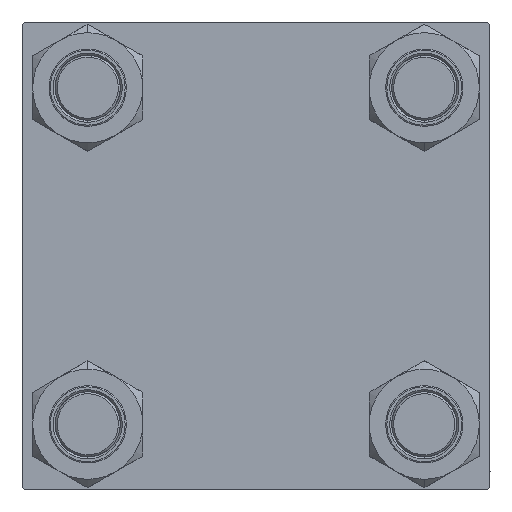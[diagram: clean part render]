
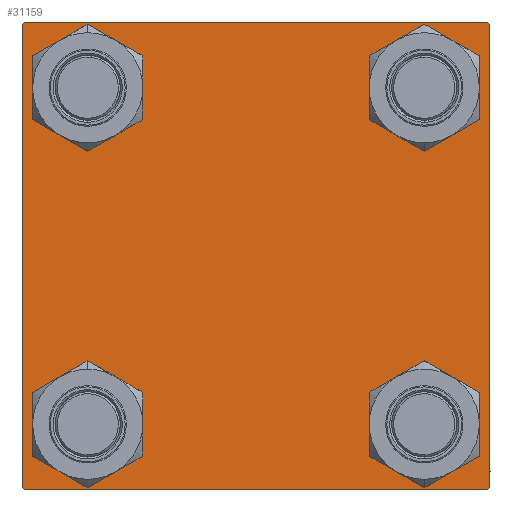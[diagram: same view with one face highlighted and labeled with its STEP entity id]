
A CAD part, left-side view. The second image highlights one B-rep face of the part: STEP entity #31159.
In plain terms, the highlighted planar face has unit normal (-1, 0, 0).
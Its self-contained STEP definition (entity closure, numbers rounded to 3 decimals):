
#222 = VECTOR ( 'NONE', #46443, 1000. ) ;
#389 = CIRCLE ( 'NONE', #2057, 8.5 ) ;
#425 = CARTESIAN_POINT ( 'NONE',  ( 0., 41.35, 41.35 ) ) ;
#582 = ORIENTED_EDGE ( 'NONE', *, *, #22002, .T. ) ;
#638 = EDGE_LOOP ( 'NONE', ( #29279, #1493, #582, #5206, #44796, #25672, #39495, #26988 ) ) ;
#700 = VERTEX_POINT ( 'NONE', #40253 ) ;
#1003 = CARTESIAN_POINT ( 'NONE',  ( 0., -41.35, 41.35 ) ) ;
#1021 = CARTESIAN_POINT ( 'NONE',  ( 0., -41.35, 41.35 ) ) ;
#1309 = ORIENTED_EDGE ( 'NONE', *, *, #30798, .T. ) ;
#1493 = ORIENTED_EDGE ( 'NONE', *, *, #37882, .T. ) ;
#2057 = AXIS2_PLACEMENT_3D ( 'NONE', #35670, #16131, #31825 ) ;
#2114 = DIRECTION ( 'NONE',  ( 0., 0., -1. ) ) ;
#2250 = ORIENTED_EDGE ( 'NONE', *, *, #6837, .T. ) ;
#3280 = CARTESIAN_POINT ( 'NONE',  ( 0., 57.5, -57.5 ) ) ;
#4247 = VERTEX_POINT ( 'NONE', #16530 ) ;
#4475 = VERTEX_POINT ( 'NONE', #43729 ) ;
#4537 = AXIS2_PLACEMENT_3D ( 'NONE', #42484, #6512, #49173 ) ;
#5206 = ORIENTED_EDGE ( 'NONE', *, *, #25858, .T. ) ;
#5239 = EDGE_CURVE ( 'NONE', #700, #4247, #9581, .T. ) ;
#5370 = CIRCLE ( 'NONE', #16845, 8.5 ) ;
#5552 = VERTEX_POINT ( 'NONE', #33165 ) ;
#6512 = DIRECTION ( 'NONE',  ( -1., 0., 0. ) ) ;
#6616 = DIRECTION ( 'NONE',  ( 0., -1., 0. ) ) ;
#6837 = EDGE_CURVE ( 'NONE', #43337, #4475, #47539, .T. ) ;
#7498 = EDGE_CURVE ( 'NONE', #42897, #48806, #15531, .T. ) ;
#7635 = DIRECTION ( 'NONE',  ( 0., 0., -1. ) ) ;
#7902 = AXIS2_PLACEMENT_3D ( 'NONE', #40798, #12562, #32847 ) ;
#8967 = VERTEX_POINT ( 'NONE', #13152 ) ;
#9581 = LINE ( 'NONE', #37328, #26139 ) ;
#9806 = CIRCLE ( 'NONE', #31985, 8.5 ) ;
#9960 = LINE ( 'NONE', #25649, #31961 ) ;
#10429 = DIRECTION ( 'NONE',  ( 1., 0., 0. ) ) ;
#10723 = LINE ( 'NONE', #3280, #222 ) ;
#11155 = VERTEX_POINT ( 'NONE', #23802 ) ;
#11388 = AXIS2_PLACEMENT_3D ( 'NONE', #15789, #27369, #31726 ) ;
#11791 = EDGE_CURVE ( 'NONE', #4475, #43337, #9806, .T. ) ;
#12443 = VERTEX_POINT ( 'NONE', #28008 ) ;
#12562 = DIRECTION ( 'NONE',  ( 1., 0., 0. ) ) ;
#13152 = CARTESIAN_POINT ( 'NONE',  ( 0., 41.35, -32.85 ) ) ;
#13311 = ORIENTED_EDGE ( 'NONE', *, *, #38594, .T. ) ;
#13333 = AXIS2_PLACEMENT_3D ( 'NONE', #1021, #39309, #31620 ) ;
#13677 = CARTESIAN_POINT ( 'NONE',  ( 0., 41.35, 32.85 ) ) ;
#13698 = VERTEX_POINT ( 'NONE', #41072 ) ;
#14355 = CARTESIAN_POINT ( 'NONE',  ( 0., -57.25, 57.25 ) ) ;
#14994 = PLANE ( 'NONE',  #4537 ) ;
#15531 = CIRCLE ( 'NONE', #50010, 8.5 ) ;
#15789 = CARTESIAN_POINT ( 'NONE',  ( 0., -41.35, -41.35 ) ) ;
#16131 = DIRECTION ( 'NONE',  ( 1., 0., 0. ) ) ;
#16344 = DIRECTION ( 'NONE',  ( 0., 0., 1. ) ) ;
#16530 = CARTESIAN_POINT ( 'NONE',  ( 0., 57.5, -57. ) ) ;
#16845 = AXIS2_PLACEMENT_3D ( 'NONE', #38440, #10429, #46659 ) ;
#17352 = ORIENTED_EDGE ( 'NONE', *, *, #32595, .T. ) ;
#17950 = LINE ( 'NONE', #14355, #18119 ) ;
#18085 = CARTESIAN_POINT ( 'NONE',  ( 0., 57.25, -57.25 ) ) ;
#18119 = VECTOR ( 'NONE', #30030, 1000. ) ;
#18995 = EDGE_LOOP ( 'NONE', ( #17352, #13311 ) ) ;
#19339 = CARTESIAN_POINT ( 'NONE',  ( 0., -41.35, -49.85 ) ) ;
#20298 = CARTESIAN_POINT ( 'NONE',  ( 0., -41.35, 49.85 ) ) ;
#20590 = CARTESIAN_POINT ( 'NONE',  ( 0., -41.35, -41.35 ) ) ;
#21141 = CARTESIAN_POINT ( 'NONE',  ( 0., -57.5, -57. ) ) ;
#22002 = EDGE_CURVE ( 'NONE', #38872, #38866, #10723, .T. ) ;
#22453 = FACE_BOUND ( 'NONE', #26928, .T. ) ;
#22703 = FACE_OUTER_BOUND ( 'NONE', #638, .T. ) ;
#22864 = DIRECTION ( 'NONE',  ( 0., 0.707, -0.707 ) ) ;
#22980 = CARTESIAN_POINT ( 'NONE',  ( 0., -57., -57.5 ) ) ;
#23240 = CARTESIAN_POINT ( 'NONE',  ( 0., 57., -57.5 ) ) ;
#23559 = EDGE_LOOP ( 'NONE', ( #46679, #1309 ) ) ;
#23611 = EDGE_CURVE ( 'NONE', #5552, #700, #42129, .T. ) ;
#23802 = CARTESIAN_POINT ( 'NONE',  ( 0., -57., 57.5 ) ) ;
#23834 = CARTESIAN_POINT ( 'NONE',  ( 0., -57.5, 57.5 ) ) ;
#24036 = VECTOR ( 'NONE', #32076, 1000. ) ;
#24367 = LINE ( 'NONE', #32327, #24036 ) ;
#24844 = EDGE_CURVE ( 'NONE', #48806, #42897, #28936, .T. ) ;
#25649 = CARTESIAN_POINT ( 'NONE',  ( 0., 57.5, 57.5 ) ) ;
#25672 = ORIENTED_EDGE ( 'NONE', *, *, #50692, .T. ) ;
#25858 = EDGE_CURVE ( 'NONE', #38866, #41894, #24367, .T. ) ;
#26051 = FACE_BOUND ( 'NONE', #23559, .T. ) ;
#26139 = VECTOR ( 'NONE', #2114, 1000. ) ;
#26570 = FACE_BOUND ( 'NONE', #18995, .T. ) ;
#26928 = EDGE_LOOP ( 'NONE', ( #43994, #2250 ) ) ;
#26988 = ORIENTED_EDGE ( 'NONE', *, *, #23611, .T. ) ;
#27182 = LINE ( 'NONE', #23834, #28382 ) ;
#27369 = DIRECTION ( 'NONE',  ( 1., 0., 0. ) ) ;
#27753 = DIRECTION ( 'NONE',  ( 0., 0., 1. ) ) ;
#27866 = CARTESIAN_POINT ( 'NONE',  ( 0., 41.35, -49.85 ) ) ;
#28008 = CARTESIAN_POINT ( 'NONE',  ( 0., -57.5, 57. ) ) ;
#28009 = DIRECTION ( 'NONE',  ( 1., 0., 0. ) ) ;
#28079 = EDGE_LOOP ( 'NONE', ( #43476, #44537 ) ) ;
#28382 = VECTOR ( 'NONE', #7635, 1000. ) ;
#28936 = CIRCLE ( 'NONE', #13333, 8.5 ) ;
#29279 = ORIENTED_EDGE ( 'NONE', *, *, #5239, .T. ) ;
#30030 = DIRECTION ( 'NONE',  ( 0., 0.707, 0.707 ) ) ;
#30798 = EDGE_CURVE ( 'NONE', #33687, #8967, #389, .T. ) ;
#31159 = ADVANCED_FACE ( 'NONE', ( #38113, #22453, #26051, #26570, #22703 ), #14994, .T. ) ;
#31620 = DIRECTION ( 'NONE',  ( 0., 0., 1. ) ) ;
#31719 = AXIS2_PLACEMENT_3D ( 'NONE', #425, #36632, #16344 ) ;
#31726 = DIRECTION ( 'NONE',  ( 0., 0., 1. ) ) ;
#31825 = DIRECTION ( 'NONE',  ( 0., 0., 1. ) ) ;
#31961 = VECTOR ( 'NONE', #6616, 1000. ) ;
#31985 = AXIS2_PLACEMENT_3D ( 'NONE', #20590, #40103, #43964 ) ;
#32076 = DIRECTION ( 'NONE',  ( 0., -0.707, 0.707 ) ) ;
#32327 = CARTESIAN_POINT ( 'NONE',  ( 0., -57.25, -57.25 ) ) ;
#32595 = EDGE_CURVE ( 'NONE', #13698, #39160, #5370, .T. ) ;
#32847 = DIRECTION ( 'NONE',  ( 0., 0., 1. ) ) ;
#33165 = CARTESIAN_POINT ( 'NONE',  ( 0., 57., 57.5 ) ) ;
#33687 = VERTEX_POINT ( 'NONE', #27866 ) ;
#34838 = EDGE_CURVE ( 'NONE', #8967, #33687, #37450, .T. ) ;
#35670 = CARTESIAN_POINT ( 'NONE',  ( 0., 41.35, -41.35 ) ) ;
#36619 = VECTOR ( 'NONE', #45335, 1000. ) ;
#36632 = DIRECTION ( 'NONE',  ( 1., 0., 0. ) ) ;
#36677 = EDGE_CURVE ( 'NONE', #12443, #41894, #27182, .T. ) ;
#37135 = LINE ( 'NONE', #18085, #36619 ) ;
#37141 = CARTESIAN_POINT ( 'NONE',  ( 0., -41.35, 32.85 ) ) ;
#37328 = CARTESIAN_POINT ( 'NONE',  ( 0., 57.5, 57.5 ) ) ;
#37450 = CIRCLE ( 'NONE', #7902, 8.5 ) ;
#37882 = EDGE_CURVE ( 'NONE', #4247, #38872, #37135, .T. ) ;
#38113 = FACE_BOUND ( 'NONE', #28079, .T. ) ;
#38440 = CARTESIAN_POINT ( 'NONE',  ( 0., 41.35, 41.35 ) ) ;
#38594 = EDGE_CURVE ( 'NONE', #39160, #13698, #40722, .T. ) ;
#38866 = VERTEX_POINT ( 'NONE', #22980 ) ;
#38872 = VERTEX_POINT ( 'NONE', #23240 ) ;
#39160 = VERTEX_POINT ( 'NONE', #13677 ) ;
#39309 = DIRECTION ( 'NONE',  ( 1., 0., 0. ) ) ;
#39495 = ORIENTED_EDGE ( 'NONE', *, *, #42946, .F. ) ;
#40103 = DIRECTION ( 'NONE',  ( 1., 0., 0. ) ) ;
#40253 = CARTESIAN_POINT ( 'NONE',  ( 0., 57.5, 57. ) ) ;
#40722 = CIRCLE ( 'NONE', #31719, 8.5 ) ;
#40798 = CARTESIAN_POINT ( 'NONE',  ( 0., 41.35, -41.35 ) ) ;
#41072 = CARTESIAN_POINT ( 'NONE',  ( 0., 41.35, 49.85 ) ) ;
#41894 = VERTEX_POINT ( 'NONE', #21141 ) ;
#42129 = LINE ( 'NONE', #49580, #47757 ) ;
#42484 = CARTESIAN_POINT ( 'NONE',  ( 0., 0., 0. ) ) ;
#42897 = VERTEX_POINT ( 'NONE', #20298 ) ;
#42946 = EDGE_CURVE ( 'NONE', #5552, #11155, #9960, .T. ) ;
#43337 = VERTEX_POINT ( 'NONE', #19339 ) ;
#43476 = ORIENTED_EDGE ( 'NONE', *, *, #7498, .T. ) ;
#43729 = CARTESIAN_POINT ( 'NONE',  ( 0., -41.35, -32.85 ) ) ;
#43964 = DIRECTION ( 'NONE',  ( 0., 0., 1. ) ) ;
#43994 = ORIENTED_EDGE ( 'NONE', *, *, #11791, .T. ) ;
#44537 = ORIENTED_EDGE ( 'NONE', *, *, #24844, .T. ) ;
#44796 = ORIENTED_EDGE ( 'NONE', *, *, #36677, .F. ) ;
#45335 = DIRECTION ( 'NONE',  ( 0., -0.707, -0.707 ) ) ;
#46443 = DIRECTION ( 'NONE',  ( 0., -1., 0. ) ) ;
#46659 = DIRECTION ( 'NONE',  ( 0., 0., 1. ) ) ;
#46679 = ORIENTED_EDGE ( 'NONE', *, *, #34838, .T. ) ;
#47539 = CIRCLE ( 'NONE', #11388, 8.5 ) ;
#47757 = VECTOR ( 'NONE', #22864, 1000. ) ;
#48806 = VERTEX_POINT ( 'NONE', #37141 ) ;
#49173 = DIRECTION ( 'NONE',  ( 0., 0., 1. ) ) ;
#49580 = CARTESIAN_POINT ( 'NONE',  ( 0., 57.25, 57.25 ) ) ;
#50010 = AXIS2_PLACEMENT_3D ( 'NONE', #1003, #28009, #27753 ) ;
#50692 = EDGE_CURVE ( 'NONE', #12443, #11155, #17950, .T. ) ;
